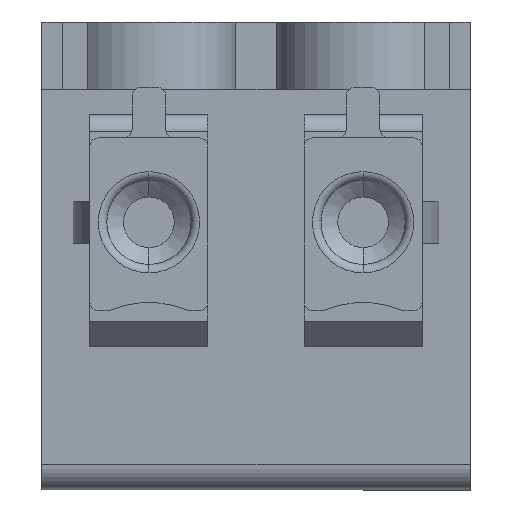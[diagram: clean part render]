
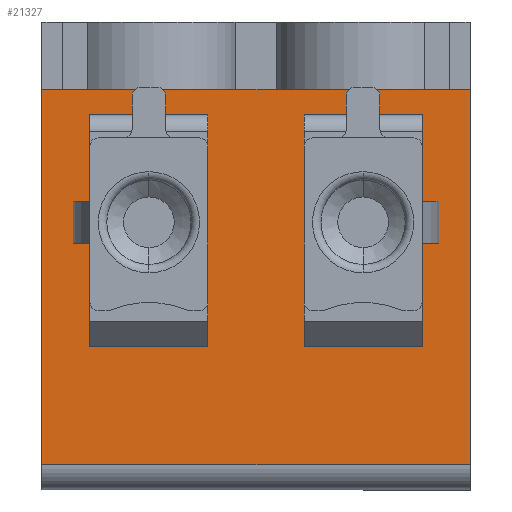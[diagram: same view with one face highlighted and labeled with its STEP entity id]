
A CAD part, front view. The second image highlights one B-rep face of the part: STEP entity #21327.
In plain terms, the highlighted planar face has unit normal (0, -1, 0).
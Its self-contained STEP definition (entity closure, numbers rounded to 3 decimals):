
#177 = ORIENTED_EDGE ( 'NONE', *, *, #3723, .F. ) ;
#353 = CARTESIAN_POINT ( 'NONE',  ( 3.94, 7.2, 3.4 ) ) ;
#808 = EDGE_CURVE ( 'NONE', #3292, #18954, #11565, .T. ) ;
#1386 = VERTEX_POINT ( 'NONE', #11419 ) ;
#1388 = EDGE_CURVE ( 'NONE', #1386, #9663, #6882, .T. ) ;
#1419 = EDGE_LOOP ( 'NONE', ( #17993, #6533, #6716, #22275 ) ) ;
#1478 = EDGE_CURVE ( 'NONE', #23119, #10055, #11284, .T. ) ;
#2376 = VERTEX_POINT ( 'NONE', #23315 ) ;
#2601 = CARTESIAN_POINT ( 'NONE',  ( 10.16, 7.2, 9.5 ) ) ;
#2711 = VECTOR ( 'NONE', #13016, 1000. ) ;
#3292 = VERTEX_POINT ( 'NONE', #3472 ) ;
#3435 = VECTOR ( 'NONE', #8061, 1000. ) ;
#3441 = LINE ( 'NONE', #9748, #19861 ) ;
#3472 = CARTESIAN_POINT ( 'NONE',  ( 9.02, 7.2, 8.9 ) ) ;
#3595 = DIRECTION ( 'NONE',  ( 0., 0., 1. ) ) ;
#3723 = EDGE_CURVE ( 'NONE', #22704, #23119, #16077, .T. ) ;
#3875 = ORIENTED_EDGE ( 'NONE', *, *, #25951, .T. ) ;
#4551 = DIRECTION ( 'NONE',  ( 0., 0., -1. ) ) ;
#4817 = CARTESIAN_POINT ( 'NONE',  ( 0., 7.2, 9.5 ) ) ;
#5049 = EDGE_CURVE ( 'NONE', #17802, #26980, #5611, .T. ) ;
#5611 = LINE ( 'NONE', #13940, #26893 ) ;
#5681 = LINE ( 'NONE', #20473, #19074 ) ;
#5703 = CARTESIAN_POINT ( 'NONE',  ( 10.16, 7.2, 0.6 ) ) ;
#5984 = CARTESIAN_POINT ( 'NONE',  ( 10.16, 7.2, 8.9 ) ) ;
#6341 = EDGE_CURVE ( 'NONE', #18954, #23903, #3441, .T. ) ;
#6533 = ORIENTED_EDGE ( 'NONE', *, *, #6341, .F. ) ;
#6716 = ORIENTED_EDGE ( 'NONE', *, *, #808, .F. ) ;
#6882 = LINE ( 'NONE', #19477, #21293 ) ;
#7590 = ORIENTED_EDGE ( 'NONE', *, *, #23873, .F. ) ;
#7714 = CARTESIAN_POINT ( 'NONE',  ( 0., 7.2, 0.6 ) ) ;
#8061 = DIRECTION ( 'NONE',  ( -1., 0., 0. ) ) ;
#8204 = CARTESIAN_POINT ( 'NONE',  ( 10.16, 7.2, 9.5 ) ) ;
#8332 = LINE ( 'NONE', #8204, #3435 ) ;
#8461 = CARTESIAN_POINT ( 'NONE',  ( 9.02, 7.2, 11.1 ) ) ;
#9224 = LINE ( 'NONE', #9889, #18130 ) ;
#9613 = ORIENTED_EDGE ( 'NONE', *, *, #5049, .T. ) ;
#9663 = VERTEX_POINT ( 'NONE', #16177 ) ;
#9741 = EDGE_CURVE ( 'NONE', #22704, #18106, #5681, .T. ) ;
#9748 = CARTESIAN_POINT ( 'NONE',  ( 6.22, 7.2, 11.1 ) ) ;
#9889 = CARTESIAN_POINT ( 'NONE',  ( 10.16, 7.2, 3.4 ) ) ;
#10055 = VERTEX_POINT ( 'NONE', #16554 ) ;
#10528 = LINE ( 'NONE', #8461, #21174 ) ;
#11284 = LINE ( 'NONE', #4817, #19986 ) ;
#11419 = CARTESIAN_POINT ( 'NONE',  ( 1.14, 7.2, 8.9 ) ) ;
#11495 = VECTOR ( 'NONE', #20515, 1000. ) ;
#11565 = LINE ( 'NONE', #19902, #26129 ) ;
#11782 = EDGE_CURVE ( 'NONE', #18106, #10055, #8332, .T. ) ;
#12425 = ORIENTED_EDGE ( 'NONE', *, *, #1478, .F. ) ;
#12886 = CARTESIAN_POINT ( 'NONE',  ( 10.16, 7.2, 3.4 ) ) ;
#12963 = ORIENTED_EDGE ( 'NONE', *, *, #11782, .T. ) ;
#13016 = DIRECTION ( 'NONE',  ( -1., 0., 0. ) ) ;
#13033 = PLANE ( 'NONE',  #23919 ) ;
#13935 = CARTESIAN_POINT ( 'NONE',  ( 6.22, 7.2, 8.9 ) ) ;
#13940 = CARTESIAN_POINT ( 'NONE',  ( 3.94, 7.2, 11.1 ) ) ;
#14215 = DIRECTION ( 'NONE',  ( 0., 0., -1. ) ) ;
#15320 = FACE_BOUND ( 'NONE', #25529, .T. ) ;
#15498 = DIRECTION ( 'NONE',  ( -1., 0., 0. ) ) ;
#15949 = CARTESIAN_POINT ( 'NONE',  ( 10.16, 7.2, 0.6 ) ) ;
#16077 = LINE ( 'NONE', #5703, #17985 ) ;
#16177 = CARTESIAN_POINT ( 'NONE',  ( 1.14, 7.2, 3.4 ) ) ;
#16339 = DIRECTION ( 'NONE',  ( -1., 0., 0. ) ) ;
#16554 = CARTESIAN_POINT ( 'NONE',  ( 0., 7.2, 9.5 ) ) ;
#16784 = DIRECTION ( 'NONE',  ( 0., 0., -1. ) ) ;
#17374 = DIRECTION ( 'NONE',  ( 0., -1., 0. ) ) ;
#17802 = VERTEX_POINT ( 'NONE', #25475 ) ;
#17985 = VECTOR ( 'NONE', #16339, 1000. ) ;
#17993 = ORIENTED_EDGE ( 'NONE', *, *, #18085, .T. ) ;
#18085 = EDGE_CURVE ( 'NONE', #2376, #23903, #9224, .T. ) ;
#18106 = VERTEX_POINT ( 'NONE', #21829 ) ;
#18130 = VECTOR ( 'NONE', #15498, 1000. ) ;
#18434 = LINE ( 'NONE', #5984, #11495 ) ;
#18954 = VERTEX_POINT ( 'NONE', #13935 ) ;
#19074 = VECTOR ( 'NONE', #3595, 1000. ) ;
#19437 = LINE ( 'NONE', #12886, #2711 ) ;
#19477 = CARTESIAN_POINT ( 'NONE',  ( 1.14, 7.2, 11.1 ) ) ;
#19592 = ORIENTED_EDGE ( 'NONE', *, *, #1388, .F. ) ;
#19606 = FACE_OUTER_BOUND ( 'NONE', #20483, .T. ) ;
#19621 = DIRECTION ( 'NONE',  ( 0., 0., 1. ) ) ;
#19861 = VECTOR ( 'NONE', #22491, 1000. ) ;
#19902 = CARTESIAN_POINT ( 'NONE',  ( 10.16, 7.2, 8.9 ) ) ;
#19986 = VECTOR ( 'NONE', #19621, 1000. ) ;
#20473 = CARTESIAN_POINT ( 'NONE',  ( 10.16, 7.2, 3.4 ) ) ;
#20483 = EDGE_LOOP ( 'NONE', ( #12963, #12425, #177, #20572 ) ) ;
#20515 = DIRECTION ( 'NONE',  ( -1., 0., 0. ) ) ;
#20572 = ORIENTED_EDGE ( 'NONE', *, *, #9741, .T. ) ;
#21174 = VECTOR ( 'NONE', #16784, 1000. ) ;
#21293 = VECTOR ( 'NONE', #4551, 1000. ) ;
#21327 = ADVANCED_FACE ( 'NONE', ( #21789, #15320, #19606 ), #13033, .T. ) ;
#21789 = FACE_BOUND ( 'NONE', #1419, .T. ) ;
#21829 = CARTESIAN_POINT ( 'NONE',  ( 10.16, 7.2, 9.5 ) ) ;
#22275 = ORIENTED_EDGE ( 'NONE', *, *, #26795, .T. ) ;
#22491 = DIRECTION ( 'NONE',  ( 0., 0., -1. ) ) ;
#22704 = VERTEX_POINT ( 'NONE', #15949 ) ;
#23119 = VERTEX_POINT ( 'NONE', #7714 ) ;
#23315 = CARTESIAN_POINT ( 'NONE',  ( 9.02, 7.2, 3.4 ) ) ;
#23566 = DIRECTION ( 'NONE',  ( 0., 0., -1. ) ) ;
#23873 = EDGE_CURVE ( 'NONE', #17802, #1386, #18434, .T. ) ;
#23903 = VERTEX_POINT ( 'NONE', #25042 ) ;
#23919 = AXIS2_PLACEMENT_3D ( 'NONE', #2601, #17374, #23566 ) ;
#25042 = CARTESIAN_POINT ( 'NONE',  ( 6.22, 7.2, 3.4 ) ) ;
#25475 = CARTESIAN_POINT ( 'NONE',  ( 3.94, 7.2, 8.9 ) ) ;
#25529 = EDGE_LOOP ( 'NONE', ( #7590, #9613, #3875, #19592 ) ) ;
#25951 = EDGE_CURVE ( 'NONE', #26980, #9663, #19437, .T. ) ;
#26129 = VECTOR ( 'NONE', #26244, 1000. ) ;
#26244 = DIRECTION ( 'NONE',  ( -1., 0., 0. ) ) ;
#26795 = EDGE_CURVE ( 'NONE', #3292, #2376, #10528, .T. ) ;
#26893 = VECTOR ( 'NONE', #14215, 1000. ) ;
#26980 = VERTEX_POINT ( 'NONE', #353 ) ;
